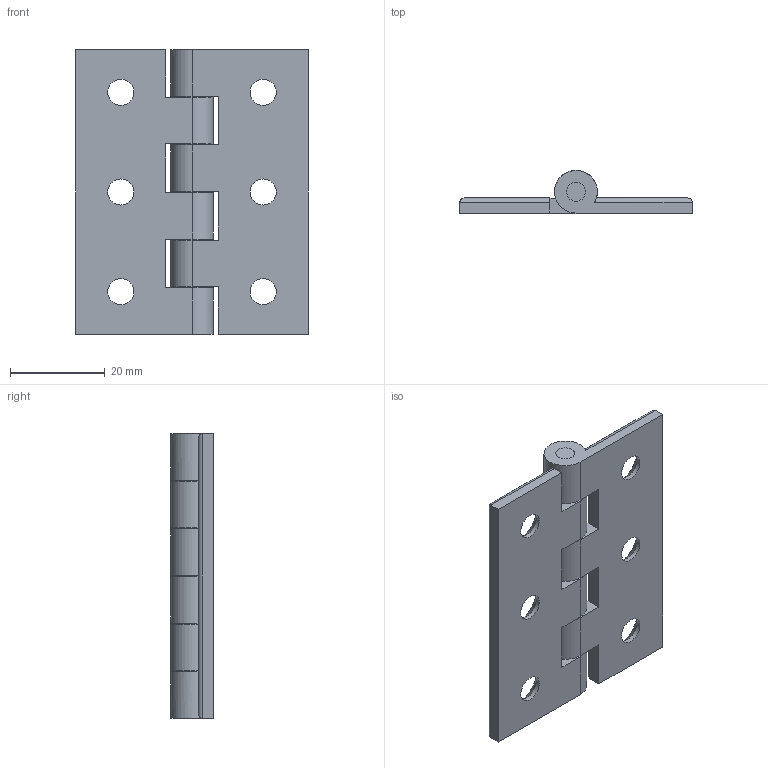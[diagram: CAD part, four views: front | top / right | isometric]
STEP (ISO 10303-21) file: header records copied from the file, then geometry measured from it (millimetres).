
FILE_DESCRIPTION(/* description */ (''),/* implementation_level */ '2;1');
FILE_NAME(/* name */ 'HC6050.stp',/* time_stamp */ '2022-07-21T15:53:26+09:00',/* author */ ('user'),/* organization */ (''),/* preprocessor_version */ 'ST-DEVELOPER v15.6',/* originating_system */ 'Autodesk Inventor 2015',/* authorisation */ '');
FILE_SCHEMA (('AUTOMOTIVE_DESIGN { 1 0 10303 214 3 1 1 }'));
Length unit declared in the file: millimetre
Products named in the file (4): HC6050L; HC6450R; HC6050RING; HC6050
Bounding box: 49 x 9 x 60 mm (x, y, z)
Volume: 10658.2 mm3; surface area: 9185.1 mm2
Topology: 3 solids, 3 shells, 59 faces, 155 edges, 102 vertices
Faces by surface type: plane 28, cylinder 25, cone 6
Full cylindrical faces by diameter (mm): 4 x7, 5.5 x6
Entity records: 1833 total; most frequent: DIRECTION 310, CARTESIAN_POINT 310, ORIENTED_EDGE 260, EDGE_CURVE 130, AXIS2_PLACEMENT_3D 116, EDGE_LOOP 102, VERTEX_POINT 96, LINE 78
